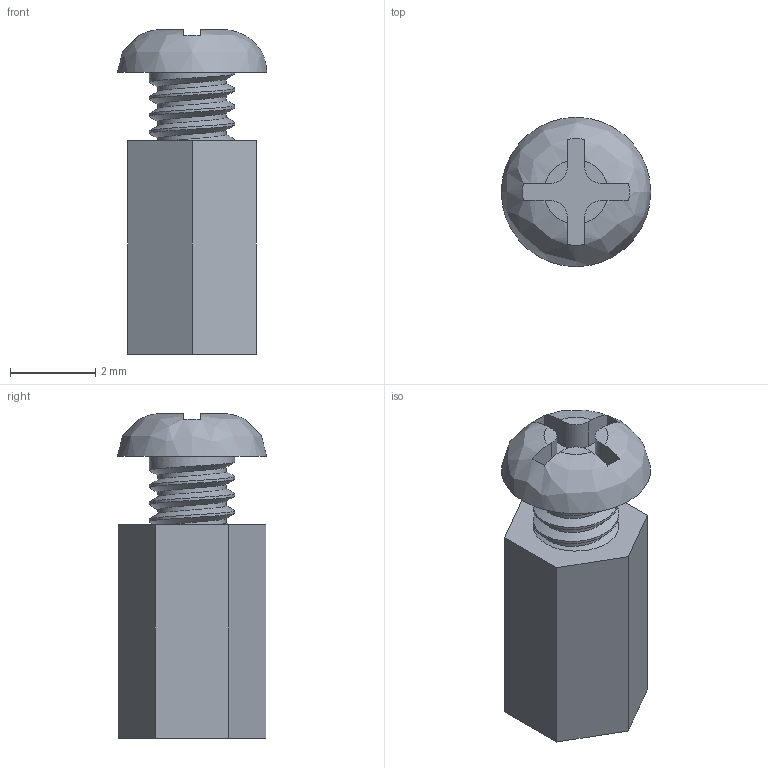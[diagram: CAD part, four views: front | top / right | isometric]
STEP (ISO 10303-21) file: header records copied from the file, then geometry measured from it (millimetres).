
FILE_DESCRIPTION(/* description */ (''),/* implementation_level */ '2;1');
FILE_NAME(/* name */ 'M2x5_CopperPillar_Thorough.stp',/* time_stamp */ '2020-03-23T23:36:23+08:00',/* author */ (''),/* organization */ (''),/* preprocessor_version */ 'ST-DEVELOPER v15',/* originating_system */ 'SIEMENS PLM Software NX 8.5',/* authorisation */ '');
FILE_SCHEMA (('AUTOMOTIVE_DESIGN { 1 0 10303 214 3 1 1 1 }'));
Length unit declared in the file: millimetre
Products named in the file (1): M2x5_CopperPillar_Thorough
Bounding box: 3.5 x 3.5 x 7.6 mm (x, y, z)
Volume: 36.4 mm3; surface area: 188.5 mm2
Topology: 2 solids, 2 shells, 43 faces, 114 edges, 76 vertices
Faces by surface type: plane 25, cylinder 12, bspline 6
Entity records: 8375 total; most frequent: CARTESIAN_POINT 7328, ORIENTED_EDGE 224, DIRECTION 186, EDGE_CURVE 112, VERTEX_POINT 75, AXIS2_PLACEMENT_3D 65, LINE 56, VECTOR 56
